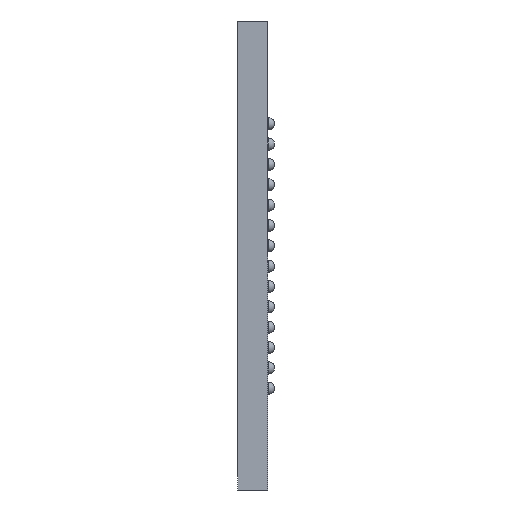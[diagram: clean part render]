
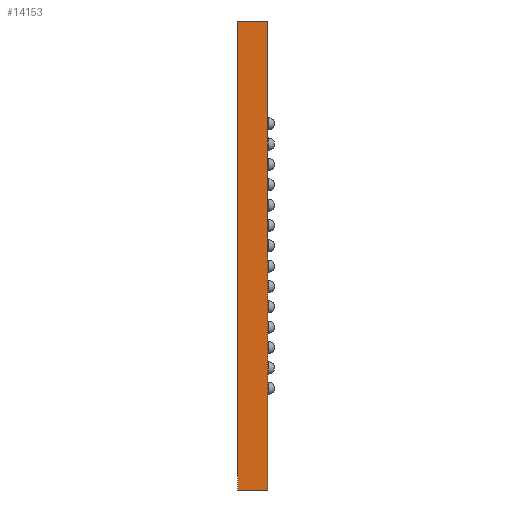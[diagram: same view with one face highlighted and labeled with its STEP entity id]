
A CAD part, left-side view. The second image highlights one B-rep face of the part: STEP entity #14153.
In plain terms, the highlighted planar face has unit normal (-1, 0, 0).
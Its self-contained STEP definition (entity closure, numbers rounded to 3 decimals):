
#81 = VECTOR ( 'NONE', #45566, 1000. ) ;
#1166 = EDGE_CURVE ( 'NONE', #3217, #27392, #42699, .T. ) ;
#3217 = VERTEX_POINT ( 'NONE', #32556 ) ;
#4666 = DIRECTION ( 'NONE',  ( 0., 0., 1. ) ) ;
#6477 = FACE_OUTER_BOUND ( 'NONE', #24438, .T. ) ;
#8560 = EDGE_CURVE ( 'NONE', #32861, #18519, #28818, .T. ) ;
#10319 = VECTOR ( 'NONE', #41572, 1000. ) ;
#11248 = VECTOR ( 'NONE', #4666, 1000. ) ;
#14153 = ADVANCED_FACE ( 'NONE', ( #6477 ), #35337, .F. ) ;
#15348 = CARTESIAN_POINT ( 'NONE',  ( 0., 0., 3.5 ) ) ;
#18519 = VERTEX_POINT ( 'NONE', #26336 ) ;
#20382 = CARTESIAN_POINT ( 'NONE',  ( 0., 0.74, 3.5 ) ) ;
#21079 = ORIENTED_EDGE ( 'NONE', *, *, #27965, .F. ) ;
#21778 = VECTOR ( 'NONE', #44597, 1000. ) ;
#24090 = ORIENTED_EDGE ( 'NONE', *, *, #31741, .T. ) ;
#24438 = EDGE_LOOP ( 'NONE', ( #37515, #21079, #33488, #24090 ) ) ;
#26336 = CARTESIAN_POINT ( 'NONE',  ( 0., 0.74, 3.5 ) ) ;
#27392 = VERTEX_POINT ( 'NONE', #32834 ) ;
#27965 = EDGE_CURVE ( 'NONE', #18519, #27392, #43184, .T. ) ;
#28677 = CARTESIAN_POINT ( 'NONE',  ( 0., 0.74, -8. ) ) ;
#28818 = LINE ( 'NONE', #20382, #10319 ) ;
#31307 = CARTESIAN_POINT ( 'NONE',  ( 0., 0.74, -8. ) ) ;
#31741 = EDGE_CURVE ( 'NONE', #32861, #3217, #38853, .T. ) ;
#32556 = CARTESIAN_POINT ( 'NONE',  ( 0., 0., -8. ) ) ;
#32834 = CARTESIAN_POINT ( 'NONE',  ( 0., 0., 3.5 ) ) ;
#32861 = VERTEX_POINT ( 'NONE', #28677 ) ;
#33475 = AXIS2_PLACEMENT_3D ( 'NONE', #42566, #42411, #46142 ) ;
#33488 = ORIENTED_EDGE ( 'NONE', *, *, #8560, .F. ) ;
#35337 = PLANE ( 'NONE',  #33475 ) ;
#37515 = ORIENTED_EDGE ( 'NONE', *, *, #1166, .T. ) ;
#38853 = LINE ( 'NONE', #31307, #81 ) ;
#41024 = CARTESIAN_POINT ( 'NONE',  ( 0., 0.74, 3.5 ) ) ;
#41572 = DIRECTION ( 'NONE',  ( 0., 0., 1. ) ) ;
#42411 = DIRECTION ( 'NONE',  ( 1., 0., 0. ) ) ;
#42566 = CARTESIAN_POINT ( 'NONE',  ( 0., 0.74, 3.5 ) ) ;
#42699 = LINE ( 'NONE', #15348, #11248 ) ;
#43184 = LINE ( 'NONE', #41024, #21778 ) ;
#44597 = DIRECTION ( 'NONE',  ( 0., -1., 0. ) ) ;
#45566 = DIRECTION ( 'NONE',  ( 0., -1., 0. ) ) ;
#46142 = DIRECTION ( 'NONE',  ( 0., 0., -1. ) ) ;
